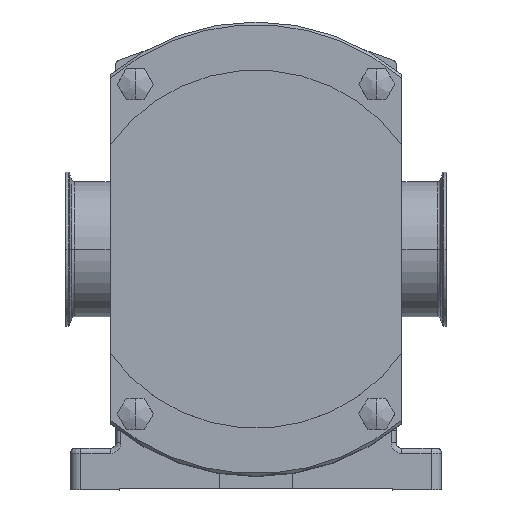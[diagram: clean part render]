
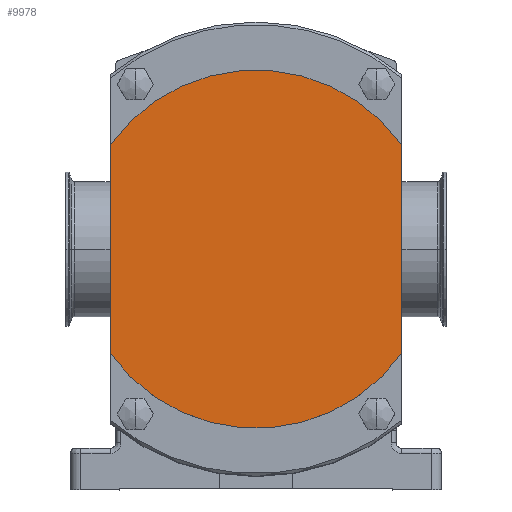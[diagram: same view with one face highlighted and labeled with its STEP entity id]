
A CAD part, top view. The second image highlights one B-rep face of the part: STEP entity #9978.
In plain terms, the highlighted planar face has unit normal (0, 0, 1).
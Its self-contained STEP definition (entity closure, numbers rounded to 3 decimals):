
#2603=CARTESIAN_POINT('',(0.,0.,169.035));
#2604=DIRECTION('',(0.,0.,1.));
#2605=DIRECTION('',(0.812,0.584,0.));
#2606=AXIS2_PLACEMENT_3D('',#2603,#2604,#2605);
#2608=DIRECTION('',(0.,1.,0.));
#2609=VECTOR('',#2608,161.245);
#2610=CARTESIAN_POINT('',(112.,-80.623,169.035));
#2611=LINE('',#2610,#2609);
#2612=CARTESIAN_POINT('',(0.,0.,169.035));
#2613=DIRECTION('',(0.,0.,1.));
#2614=DIRECTION('',(-0.812,-0.584,0.));
#2615=AXIS2_PLACEMENT_3D('',#2612,#2613,#2614);
#2617=DIRECTION('',(0.,-1.,0.));
#2618=VECTOR('',#2617,161.245);
#2619=CARTESIAN_POINT('',(-112.,80.623,169.035));
#2620=LINE('',#2619,#2618);
#6100=CARTESIAN_POINT('',(112.,80.623,169.035));
#6101=CARTESIAN_POINT('',(-112.,80.623,169.035));
#6102=VERTEX_POINT('',#6100);
#6103=VERTEX_POINT('',#6101);
#6104=CARTESIAN_POINT('',(-112.,-80.623,169.035));
#6105=CARTESIAN_POINT('',(112.,-80.623,169.035));
#6106=VERTEX_POINT('',#6104);
#6107=VERTEX_POINT('',#6105);
#9966=CARTESIAN_POINT('',(0.,0.,169.035));
#9967=DIRECTION('',(0.,0.,1.));
#9968=DIRECTION('',(1.,0.,0.));
#9969=AXIS2_PLACEMENT_3D('',#9966,#9967,#9968);
#9970=PLANE('',#9969);
#9971=ORIENTED_EDGE('',*,*,#9958,.F.);
#9972=ORIENTED_EDGE('',*,*,#9771,.F.);
#9974=ORIENTED_EDGE('',*,*,#9973,.F.);
#9975=ORIENTED_EDGE('',*,*,#9847,.F.);
#9976=EDGE_LOOP('',(#9971,#9972,#9974,#9975));
#9977=FACE_OUTER_BOUND('',#9976,.F.);
#9978=ADVANCED_FACE('',(#9977),#9970,.T.);
#2607=CIRCLE('',#2606,138.);
#2616=CIRCLE('',#2615,138.);
#9771=EDGE_CURVE('',#6107,#6102,#2611,.T.);
#9847=EDGE_CURVE('',#6103,#6106,#2620,.T.);
#9958=EDGE_CURVE('',#6102,#6103,#2607,.T.);
#9973=EDGE_CURVE('',#6106,#6107,#2616,.T.);
